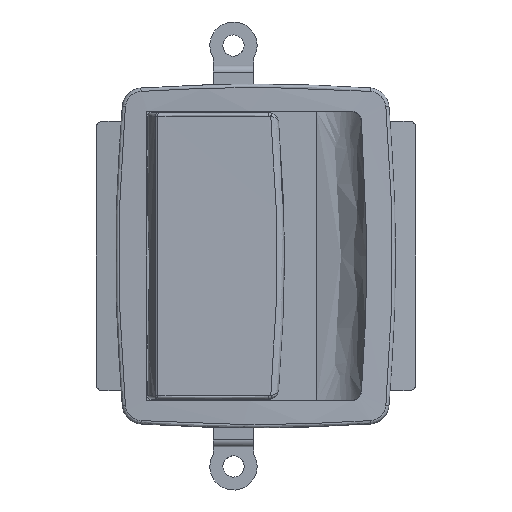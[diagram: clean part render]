
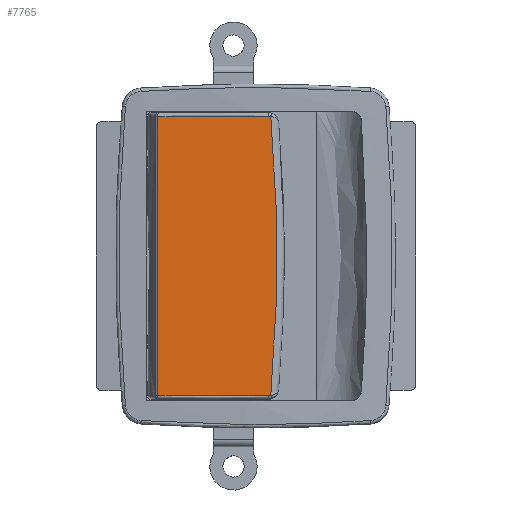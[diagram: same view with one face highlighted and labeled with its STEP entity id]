
A CAD part, front view. The second image highlights one B-rep face of the part: STEP entity #7765.
In plain terms, the highlighted free-form (B-spline) face has degree [1, 2] with [2, 3] control points.
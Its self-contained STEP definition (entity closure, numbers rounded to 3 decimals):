
#6733=CARTESIAN_POINT('',(12.528,-3.769,-41.5));
#6734=VERTEX_POINT('',#6733);
#6778=CARTESIAN_POINT('',(12.528,-3.769,41.5));
#6779=VERTEX_POINT('',#6778);
#6801=CARTESIAN_POINT('',(12.528,-3.769,41.5));
#6802=CARTESIAN_POINT('',(12.528,-3.769,-41.5));
#6803=QUASI_UNIFORM_CURVE('',1,(#6801,#6802),.UNSPECIFIED.,.F.,.U.);
#6804=EDGE_CURVE('',#6779,#6734,#6803,.T.);
#6960=CARTESIAN_POINT('',(45.353,-4.487,-41.5));
#6961=VERTEX_POINT('',#6960);
#6962=CARTESIAN_POINT('',(12.528,-3.769,-41.5));
#6963=CARTESIAN_POINT('',(28.93,-4.597,-41.5));
#6964=CARTESIAN_POINT('',(45.353,-4.487,-41.5));
#6972=(BOUNDED_CURVE()B_SPLINE_CURVE(2,(#6962,#6963,#6964),.UNSPECIFIED.,.F.,.U.)CURVE()GEOMETRIC_REPRESENTATION_ITEM()QUASI_UNIFORM_CURVE()RATIONAL_B_SPLINE_CURVE((1.0,1.,1.0))REPRESENTATION_ITEM(''));
#6973=EDGE_CURVE('',#6734,#6961,#6972,.T.);
#7057=CARTESIAN_POINT('',(46.004,-4.482,-41.391));
#7058=VERTEX_POINT('',#7057);
#7072=CARTESIAN_POINT('',(45.353,-4.487,-41.5));
#7073=CARTESIAN_POINT('',(45.464,-4.486,-41.5));
#7074=CARTESIAN_POINT('',(45.684,-4.485,-41.482));
#7075=CARTESIAN_POINT('',(45.898,-4.483,-41.428));
#7076=CARTESIAN_POINT('',(46.004,-4.482,-41.391));
#7077=B_SPLINE_CURVE_WITH_KNOTS('',3,(#7072,#7073,#7074,#7075,#7076),.UNSPECIFIED.,.F.,.U.,(4,1,4),(0.0,0.5,1.0),.UNSPECIFIED.);
#7078=EDGE_CURVE('',#6961,#7058,#7077,.T.);
#7328=CARTESIAN_POINT('',(45.353,-4.487,41.5));
#7329=VERTEX_POINT('',#7328);
#7330=CARTESIAN_POINT('',(45.353,-4.487,41.5));
#7331=CARTESIAN_POINT('',(28.93,-4.597,41.5));
#7332=CARTESIAN_POINT('',(12.528,-3.769,41.5));
#7340=(BOUNDED_CURVE()B_SPLINE_CURVE(2,(#7330,#7331,#7332),.UNSPECIFIED.,.F.,.U.)CURVE()GEOMETRIC_REPRESENTATION_ITEM()QUASI_UNIFORM_CURVE()RATIONAL_B_SPLINE_CURVE((1.0,1.,1.0))REPRESENTATION_ITEM(''));
#7341=EDGE_CURVE('',#7329,#6779,#7340,.T.);
#7407=CARTESIAN_POINT('',(46.004,-4.482,41.391));
#7408=VERTEX_POINT('',#7407);
#7433=CARTESIAN_POINT('',(46.004,-4.482,41.391));
#7434=CARTESIAN_POINT('',(45.898,-4.483,41.428));
#7435=CARTESIAN_POINT('',(45.684,-4.485,41.482));
#7436=CARTESIAN_POINT('',(45.464,-4.486,41.5));
#7437=CARTESIAN_POINT('',(45.353,-4.487,41.5));
#7438=B_SPLINE_CURVE_WITH_KNOTS('',3,(#7433,#7434,#7435,#7436,#7437),.UNSPECIFIED.,.F.,.U.,(4,1,4),(0.0,0.5,1.0),.UNSPECIFIED.);
#7439=EDGE_CURVE('',#7408,#7329,#7438,.T.);
#7606=CARTESIAN_POINT('',(46.004,-4.482,-41.391));
#7607=CARTESIAN_POINT('',(46.611,-4.478,-34.507));
#7608=CARTESIAN_POINT('',(47.52,-4.469,-20.723));
#7609=CARTESIAN_POINT('',(47.824,-4.465,-6.912));
#7610=CARTESIAN_POINT('',(47.824,-4.465,6.912));
#7611=CARTESIAN_POINT('',(47.52,-4.469,20.723));
#7612=CARTESIAN_POINT('',(46.611,-4.478,34.507));
#7613=CARTESIAN_POINT('',(46.004,-4.482,41.391));
#7614=B_SPLINE_CURVE_WITH_KNOTS('',3,(#7606,#7607,#7608,#7609,#7610,#7611,#7612,#7613),.UNSPECIFIED.,.F.,.U.,(4,1,2,1,4),(0.0,0.25,0.5,0.75,1.0),.UNSPECIFIED.);
#7615=EDGE_CURVE('',#7058,#7408,#7614,.T.);
#7743=CARTESIAN_POINT('',(49.587,-4.443,-43.575));
#7744=CARTESIAN_POINT('',(49.587,-4.443,43.627));
#7745=CARTESIAN_POINT('',(30.164,-4.716,-43.575));
#7746=CARTESIAN_POINT('',(30.164,-4.716,43.627));
#7747=CARTESIAN_POINT('',(10.766,-3.678,-43.575));
#7748=CARTESIAN_POINT('',(10.766,-3.678,43.627));
#7756=(BOUNDED_SURFACE()B_SPLINE_SURFACE(1,2,((#7743,#7745,#7747),(#7744,#7746,#7748)),.UNSPECIFIED.,.F.,.F.,.U.)B_SPLINE_SURFACE_WITH_KNOTS((2,2),(3,3),(0.0,87.202),(20.867,59.707),.UNSPECIFIED.)GEOMETRIC_REPRESENTATION_ITEM()RATIONAL_B_SPLINE_SURFACE(((0.999,0.998,0.999),(0.999,0.998,0.999)))REPRESENTATION_ITEM('')SURFACE());
#7757=ORIENTED_EDGE('',*,*,#7341,.T.);
#7758=ORIENTED_EDGE('',*,*,#6804,.T.);
#7759=ORIENTED_EDGE('',*,*,#6973,.T.);
#7760=ORIENTED_EDGE('',*,*,#7078,.T.);
#7761=ORIENTED_EDGE('',*,*,#7615,.T.);
#7762=ORIENTED_EDGE('',*,*,#7439,.T.);
#7763=EDGE_LOOP('',(#7757,#7758,#7759,#7760,#7761,#7762));
#7764=FACE_OUTER_BOUND('',#7763,.T.);
#7765=ADVANCED_FACE('',(#7764),#7756,.T.);
